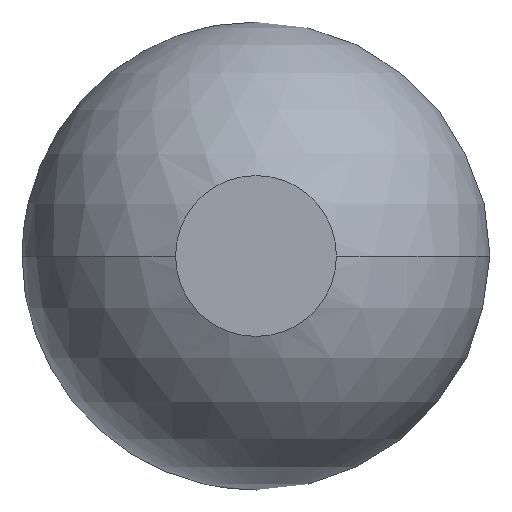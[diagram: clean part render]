
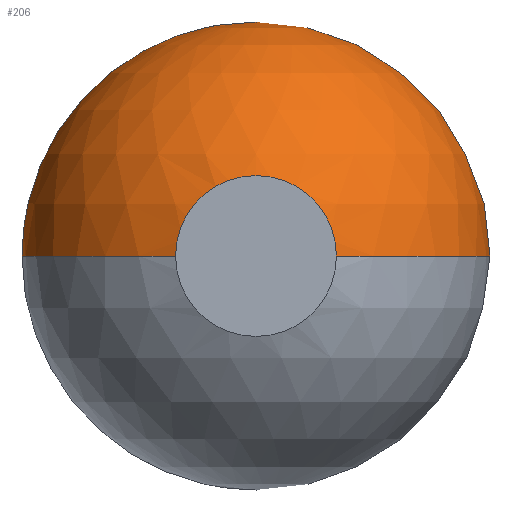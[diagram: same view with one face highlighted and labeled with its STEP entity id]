
A CAD part, front view. The second image highlights one B-rep face of the part: STEP entity #206.
In plain terms, the highlighted spherical face has radius 8 mm.
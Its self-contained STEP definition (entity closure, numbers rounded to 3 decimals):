
#8 = VERTEX_POINT ( 'NONE', #91 ) ;
#19 = EDGE_CURVE ( 'NONE', #145, #122, #160, .T. ) ;
#26 = ORIENTED_EDGE ( 'NONE', *, *, #162, .F. ) ;
#29 = VERTEX_POINT ( 'NONE', #218 ) ;
#30 = EDGE_LOOP ( 'NONE', ( #163, #202, #32, #26 ) ) ;
#32 = ORIENTED_EDGE ( 'NONE', *, *, #19, .F. ) ;
#40 = CIRCLE ( 'NONE', #55, 8. ) ;
#47 = AXIS2_PLACEMENT_3D ( 'NONE', #175, #168, #157 ) ;
#55 = AXIS2_PLACEMENT_3D ( 'NONE', #154, #150, #148 ) ;
#70 = DIRECTION ( 'NONE',  ( 0., -1., 0. ) ) ;
#86 = AXIS2_PLACEMENT_3D ( 'NONE', #105, #70, #182 ) ;
#91 = CARTESIAN_POINT ( 'NONE',  ( 0., 65.512, 0. ) ) ;
#96 = DIRECTION ( 'NONE',  ( -1., 0., 0. ) ) ;
#101 = DIRECTION ( 'NONE',  ( 0., 0., -1. ) ) ;
#105 = CARTESIAN_POINT ( 'NONE',  ( 0., 50., 0. ) ) ;
#107 = DIRECTION ( 'NONE',  ( 0., 0., -1. ) ) ;
#120 = DIRECTION ( 'NONE',  ( 0., -1., 0. ) ) ;
#122 = VERTEX_POINT ( 'NONE', #199 ) ;
#126 = CARTESIAN_POINT ( 'NONE',  ( 0., 50., 0. ) ) ;
#127 = EDGE_CURVE ( 'NONE', #8, #122, #195, .T. ) ;
#134 = CARTESIAN_POINT ( 'NONE',  ( 0., 57.512, 0. ) ) ;
#145 = VERTEX_POINT ( 'NONE', #189 ) ;
#148 = DIRECTION ( 'NONE',  ( -1., 0., 0. ) ) ;
#149 = EDGE_CURVE ( 'NONE', #8, #29, #40, .T. ) ;
#150 = DIRECTION ( 'NONE',  ( 0., 0., -1. ) ) ;
#154 = CARTESIAN_POINT ( 'NONE',  ( 0., 57.512, 0. ) ) ;
#157 = DIRECTION ( 'NONE',  ( 1., 0., 0. ) ) ;
#160 = CIRCLE ( 'NONE', #86, 2.75 ) ;
#162 = EDGE_CURVE ( 'NONE', #29, #145, #194, .T. ) ;
#163 = ORIENTED_EDGE ( 'NONE', *, *, #149, .F. ) ;
#168 = DIRECTION ( 'NONE',  ( 0., 0., 1. ) ) ;
#175 = CARTESIAN_POINT ( 'NONE',  ( 0., 57.512, 0. ) ) ;
#176 = AXIS2_PLACEMENT_3D ( 'NONE', #134, #101, #96 ) ;
#182 = DIRECTION ( 'NONE',  ( 0., 0., -1. ) ) ;
#183 = FACE_OUTER_BOUND ( 'NONE', #30, .T. ) ;
#189 = CARTESIAN_POINT ( 'NONE',  ( 0., 50., 2.75 ) ) ;
#191 = SPHERICAL_SURFACE ( 'NONE', #176, 8. ) ;
#194 = CIRCLE ( 'NONE', #208, 2.75 ) ;
#195 = CIRCLE ( 'NONE', #47, 8. ) ;
#199 = CARTESIAN_POINT ( 'NONE',  ( -2.75, 50., 0. ) ) ;
#202 = ORIENTED_EDGE ( 'NONE', *, *, #127, .T. ) ;
#206 = ADVANCED_FACE ( 'NONE', ( #183 ), #191, .T. ) ;
#208 = AXIS2_PLACEMENT_3D ( 'NONE', #126, #120, #107 ) ;
#218 = CARTESIAN_POINT ( 'NONE',  ( 2.75, 50., 0. ) ) ;
